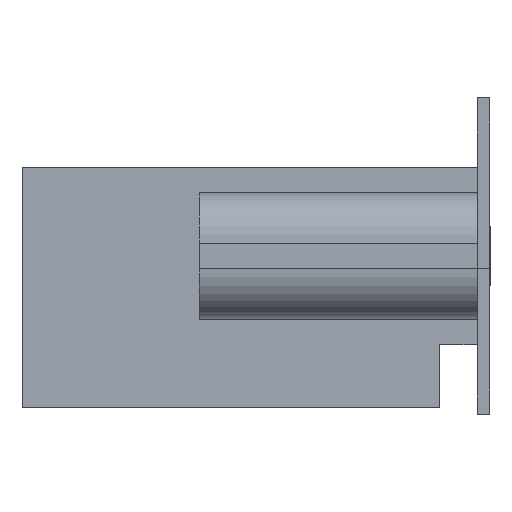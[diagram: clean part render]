
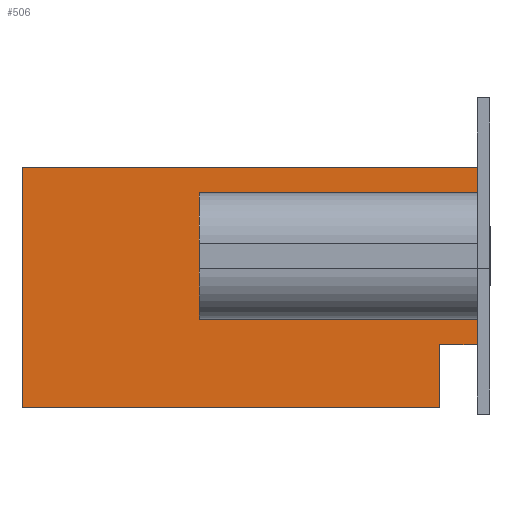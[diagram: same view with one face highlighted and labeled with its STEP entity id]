
A CAD part, left-side view. The second image highlights one B-rep face of the part: STEP entity #506.
In plain terms, the highlighted planar face has unit normal (-1, 0, 0).
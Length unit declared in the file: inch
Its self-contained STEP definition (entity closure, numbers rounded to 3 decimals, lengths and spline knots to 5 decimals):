
#506 = ADVANCED_FACE( '', ( #1016 ), #1017, .T. );
#1016 = FACE_OUTER_BOUND( '', #1518, .T. );
#1017 = PLANE( '', #1519 );
#1518 = EDGE_LOOP( '', ( #2850, #2851, #2852, #2853, #2854, #2855, #2856, #2857, #2858, #2859 ) );
#1519 = AXIS2_PLACEMENT_3D( '', #2860, #2861, #2862 );
#2850 = ORIENTED_EDGE( '', *, *, #3399, .F. );
#2851 = ORIENTED_EDGE( '', *, *, #3329, .F. );
#2852 = ORIENTED_EDGE( '', *, *, #3097, .F. );
#2853 = ORIENTED_EDGE( '', *, *, #3174, .F. );
#2854 = ORIENTED_EDGE( '', *, *, #3288, .T. );
#2855 = ORIENTED_EDGE( '', *, *, #3461, .T. );
#2856 = ORIENTED_EDGE( '', *, *, #3231, .F. );
#2857 = ORIENTED_EDGE( '', *, *, #3058, .F. );
#2858 = ORIENTED_EDGE( '', *, *, #3284, .T. );
#2859 = ORIENTED_EDGE( '', *, *, #3502, .T. );
#2860 = CARTESIAN_POINT( '', ( -0.2575, 0., -0.035 ) );
#2861 = DIRECTION( '', ( -1., 0., 0. ) );
#2862 = DIRECTION( '', ( 0., 0., 1. ) );
#3058 = EDGE_CURVE( '', #3669, #3670, #3671, .T. );
#3097 = EDGE_CURVE( '', #3736, #3738, #3739, .T. );
#3174 = EDGE_CURVE( '', #3866, #3736, #3868, .T. );
#3231 = EDGE_CURVE( '', #3670, #3957, #3958, .T. );
#3284 = EDGE_CURVE( '', #3669, #4032, #4034, .T. );
#3288 = EDGE_CURVE( '', #3866, #4038, #4040, .T. );
#3329 = EDGE_CURVE( '', #3738, #4101, #4102, .T. );
#3399 = EDGE_CURVE( '', #4101, #4197, #4198, .T. );
#3461 = EDGE_CURVE( '', #4038, #3957, #4274, .T. );
#3502 = EDGE_CURVE( '', #4032, #4197, #4318, .T. );
#3669 = VERTEX_POINT( '', #4547 );
#3670 = VERTEX_POINT( '', #4548 );
#3671 = LINE( '', #4549, #4550 );
#3736 = VERTEX_POINT( '', #4644 );
#3738 = VERTEX_POINT( '', #4647 );
#3739 = LINE( '', #4648, #4649 );
#3866 = VERTEX_POINT( '', #4834 );
#3868 = LINE( '', #4837, #4838 );
#3957 = VERTEX_POINT( '', #4969 );
#3958 = LINE( '', #4970, #4971 );
#4032 = VERTEX_POINT( '', #5081 );
#4034 = LINE( '', #5084, #5085 );
#4038 = VERTEX_POINT( '', #5089 );
#4040 = LINE( '', #5092, #5093 );
#4101 = VERTEX_POINT( '', #5180 );
#4102 = LINE( '', #5181, #5182 );
#4197 = VERTEX_POINT( '', #5333 );
#4198 = LINE( '', #5334, #5335 );
#4274 = LINE( '', #5443, #5444 );
#4318 = LINE( '', #5506, #5507 );
#4547 = CARTESIAN_POINT( '', ( -0.2575, 0., 0.025 ) );
#4548 = CARTESIAN_POINT( '', ( -0.2575, 0.11, 0.025 ) );
#4549 = CARTESIAN_POINT( '', ( -0.2575, 0., 0.025 ) );
#4550 = VECTOR( '', #5608, 39.37008 );
#4644 = CARTESIAN_POINT( '', ( -0.2575, 0.015, -0.035 ) );
#4647 = CARTESIAN_POINT( '', ( -0.2575, 0.015, -0.06 ) );
#4648 = CARTESIAN_POINT( '', ( -0.2575, 0.015, -0.035 ) );
#4649 = VECTOR( '', #5642, 39.37008 );
#4834 = CARTESIAN_POINT( '', ( -0.2575, 0., -0.035 ) );
#4837 = CARTESIAN_POINT( '', ( -0.2575, 0., -0.035 ) );
#4838 = VECTOR( '', #5705, 39.37008 );
#4969 = CARTESIAN_POINT( '', ( -0.2575, 0.11, -0.025 ) );
#4970 = CARTESIAN_POINT( '', ( -0.2575, 0.11, 0.07 ) );
#4971 = VECTOR( '', #5748, 39.37008 );
#5081 = CARTESIAN_POINT( '', ( -0.2575, 0., 0.035 ) );
#5084 = CARTESIAN_POINT( '', ( -0.2575, 0., 0.025 ) );
#5085 = VECTOR( '', #5792, 39.37008 );
#5089 = CARTESIAN_POINT( '', ( -0.2575, 0., -0.025 ) );
#5092 = CARTESIAN_POINT( '', ( -0.2575, 0., -0.035 ) );
#5093 = VECTOR( '', #5800, 39.37008 );
#5180 = CARTESIAN_POINT( '', ( -0.2575, 0.18, -0.06 ) );
#5181 = CARTESIAN_POINT( '', ( -0.2575, 0.015, -0.06 ) );
#5182 = VECTOR( '', #5833, 39.37008 );
#5333 = CARTESIAN_POINT( '', ( -0.2575, 0.18, 0.035 ) );
#5334 = CARTESIAN_POINT( '', ( -0.2575, 0.18, -0.035 ) );
#5335 = VECTOR( '', #5890, 39.37008 );
#5443 = CARTESIAN_POINT( '', ( -0.2575, 0., -0.025 ) );
#5444 = VECTOR( '', #5941, 39.37008 );
#5506 = CARTESIAN_POINT( '', ( -0.2575, 0., 0.035 ) );
#5507 = VECTOR( '', #5966, 39.37008 );
#5608 = DIRECTION( '', ( 0., 1., 0. ) );
#5642 = DIRECTION( '', ( 0., 0., -1. ) );
#5705 = DIRECTION( '', ( 0., 1., 0. ) );
#5748 = DIRECTION( '', ( 0., 0., -1. ) );
#5792 = DIRECTION( '', ( 0., 0., 1. ) );
#5800 = DIRECTION( '', ( 0., 0., 1. ) );
#5833 = DIRECTION( '', ( 0., 1., 0. ) );
#5890 = DIRECTION( '', ( 0., 0., 1. ) );
#5941 = DIRECTION( '', ( 0., 1., 0. ) );
#5966 = DIRECTION( '', ( 0., 1., 0. ) );
